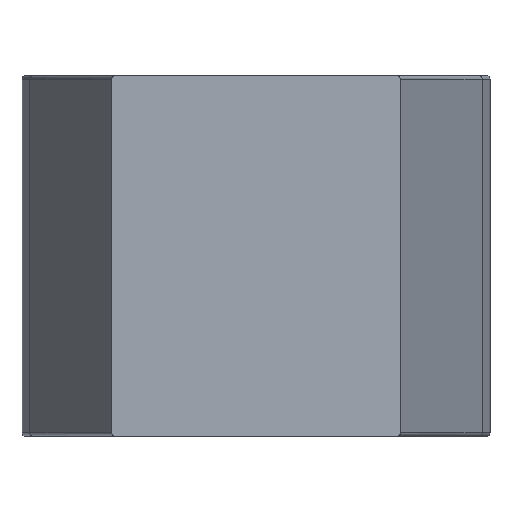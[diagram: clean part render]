
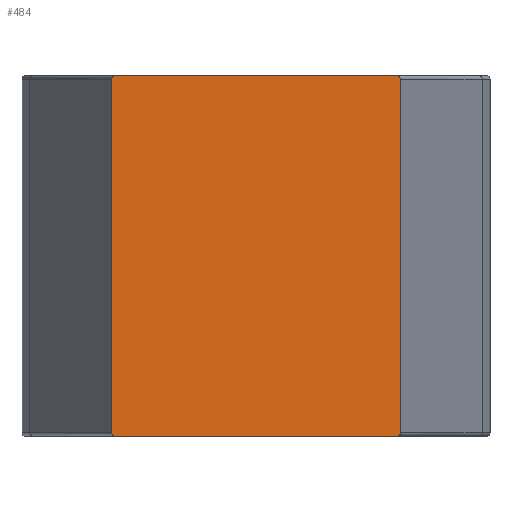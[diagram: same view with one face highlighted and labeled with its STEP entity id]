
A CAD part, left-side view. The second image highlights one B-rep face of the part: STEP entity #484.
In plain terms, the highlighted planar face has unit normal (-1, 0, 0).
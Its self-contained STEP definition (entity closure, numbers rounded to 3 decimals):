
#24=ELLIPSE('',#539,1.037,1.);
#25=ELLIPSE('',#540,1.037,1.);
#26=ELLIPSE('',#541,1.037,1.);
#27=ELLIPSE('',#542,1.037,1.);
#57=FACE_OUTER_BOUND('',#94,.T.);
#94=EDGE_LOOP('',(#352,#353,#354,#355,#356,#357,#358,#359));
#166=LINE('',#780,#193);
#170=LINE('',#795,#197);
#175=LINE('',#883,#202);
#177=LINE('',#889,#204);
#193=VECTOR('',#605,77.926);
#197=VECTOR('',#617,77.926);
#202=VECTOR('',#632,98.);
#204=VECTOR('',#638,98.);
#220=VERTEX_POINT('',#778);
#221=VERTEX_POINT('',#779);
#227=VERTEX_POINT('',#792);
#228=VERTEX_POINT('',#794);
#236=VERTEX_POINT('',#880);
#237=VERTEX_POINT('',#882);
#238=VERTEX_POINT('',#886);
#239=VERTEX_POINT('',#888);
#264=EDGE_CURVE('',#220,#221,#166,.T.);
#271=EDGE_CURVE('',#228,#227,#170,.T.);
#281=EDGE_CURVE('',#237,#236,#175,.T.);
#283=EDGE_CURVE('',#227,#238,#24,.F.);
#284=EDGE_CURVE('',#239,#238,#177,.T.);
#285=EDGE_CURVE('',#239,#221,#25,.F.);
#286=EDGE_CURVE('',#220,#237,#26,.F.);
#287=EDGE_CURVE('',#236,#228,#27,.F.);
#352=ORIENTED_EDGE('',*,*,#271,.T.);
#353=ORIENTED_EDGE('',*,*,#283,.T.);
#354=ORIENTED_EDGE('',*,*,#284,.F.);
#355=ORIENTED_EDGE('',*,*,#285,.T.);
#356=ORIENTED_EDGE('',*,*,#264,.F.);
#357=ORIENTED_EDGE('',*,*,#286,.T.);
#358=ORIENTED_EDGE('',*,*,#281,.T.);
#359=ORIENTED_EDGE('',*,*,#287,.T.);
#471=PLANE('',#538);
#484=ADVANCED_FACE('',(#57),#471,.F.);
#538=AXIS2_PLACEMENT_3D('',#885,#634,#635);
#539=AXIS2_PLACEMENT_3D('',#887,#636,#637);
#540=AXIS2_PLACEMENT_3D('',#890,#639,#640);
#541=AXIS2_PLACEMENT_3D('',#891,#641,#642);
#542=AXIS2_PLACEMENT_3D('',#892,#643,#644);
#605=DIRECTION('',(0.,-1.,0.));
#617=DIRECTION('',(0.,-1.,0.));
#632=DIRECTION('',(0.,0.,-1.));
#634=DIRECTION('center_axis',(1.,0.,0.));
#635=DIRECTION('ref_axis',(0.,0.,-1.));
#636=DIRECTION('center_axis',(1.,0.,0.));
#637=DIRECTION('ref_axis',(0.,-1.,0.));
#638=DIRECTION('',(0.,0.,-1.));
#639=DIRECTION('center_axis',(1.,0.,0.));
#640=DIRECTION('ref_axis',(0.,1.,0.));
#641=DIRECTION('center_axis',(1.,0.,0.));
#642=DIRECTION('ref_axis',(0.,1.,0.));
#643=DIRECTION('center_axis',(1.,0.,0.));
#644=DIRECTION('ref_axis',(0.,-1.,0.));
#778=CARTESIAN_POINT('',(-100.,38.963,50.));
#779=CARTESIAN_POINT('',(-100.,-38.963,50.));
#780=CARTESIAN_POINT('',(-100.,38.963,50.));
#792=CARTESIAN_POINT('',(-100.,-38.963,-50.));
#794=CARTESIAN_POINT('',(-100.,38.963,-50.));
#795=CARTESIAN_POINT('',(-100.,38.963,-50.));
#880=CARTESIAN_POINT('',(-100.,40.,-49.));
#882=CARTESIAN_POINT('',(-100.,40.,49.));
#883=CARTESIAN_POINT('',(-100.,40.,49.));
#885=CARTESIAN_POINT('Origin',(-100.,40.,50.));
#886=CARTESIAN_POINT('',(-100.,-40.,-49.));
#887=CARTESIAN_POINT('Origin',(-100.,-38.963,-49.));
#888=CARTESIAN_POINT('',(-100.,-40.,49.));
#889=CARTESIAN_POINT('',(-100.,-40.,49.));
#890=CARTESIAN_POINT('Origin',(-100.,-38.963,49.));
#891=CARTESIAN_POINT('Origin',(-100.,38.963,49.));
#892=CARTESIAN_POINT('Origin',(-100.,38.963,-49.));
